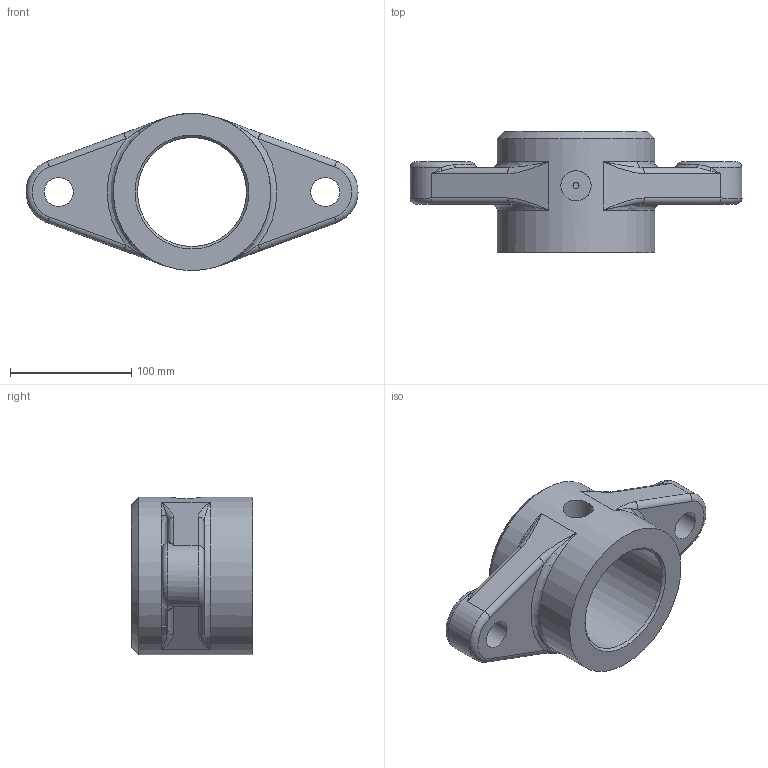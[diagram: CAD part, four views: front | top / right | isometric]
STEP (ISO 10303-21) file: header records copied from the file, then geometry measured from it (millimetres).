
FILE_DESCRIPTION(('FreeCAD Model'),'2;1');
FILE_NAME('Open CASCADE Shape Model','2025-05-09T18:41:14',('FreeCAD'),( 'FreeCAD'),'Open CASCADE STEP processor 7.6','FreeCAD','Unknown');
FILE_SCHEMA(('AUTOMOTIVE_DESIGN { 1 0 10303 214 1 1 1 1 }'));
Length unit declared in the file: millimetre
Products named in the file (1): Open CASCADE STEP translator 7.6 1
Bounding box: 274 x 100 x 130 mm (x, y, z)
Volume: 978046.6 mm3; surface area: 111863.8 mm2
Topology: 1 solids, 1 shells, 57 faces, 139 edges, 74 vertices
Faces by surface type: cylinder 16, bspline 16, plane 13, torus 10, cone 2
Full cylindrical faces by diameter (mm): 5 x1, 24 x2, 25 x1, 90 x1, 130 x1
Entity records: 12444 total; most frequent: CARTESIAN_POINT 11299, ORIENTED_EDGE 254, DIRECTION 194, EDGE_CURVE 127, AXIS2_PLACEMENT_3D 85, VERTEX_POINT 74, FACE_BOUND 67, EDGE_LOOP 67
